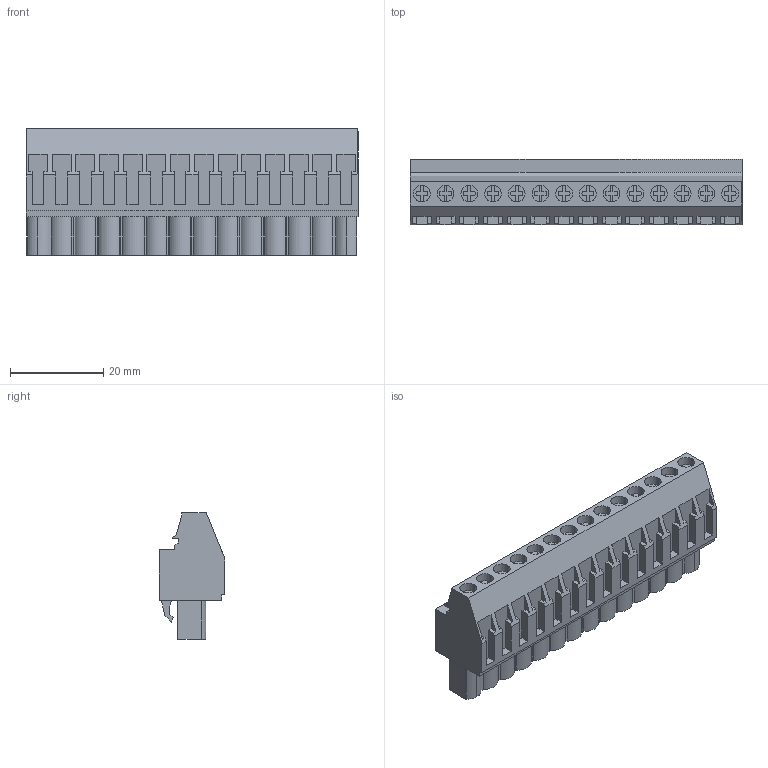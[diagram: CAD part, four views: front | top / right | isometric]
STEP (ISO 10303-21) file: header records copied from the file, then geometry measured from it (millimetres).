
FILE_DESCRIPTION(('CATIA V5 STEP','CAx-IF Rec.Pracs.--- Model Styling and Organization---1.2---2011-12-15'),'2;1');
FILE_NAME ('D1467909_0_1948130000_1948130000.stp','2017-09-08T12:14:30+00:00',('none'),('Weidmueller'),'CATIA Version 5-6 Release 2014','CATIA V5 STEP AP214','none');
FILE_SCHEMA(('AUTOMOTIVE_DESIGN { 1 0 10303 214 1 1 1 1 }'));
Length unit declared in the file: millimetre
Products named in the file (1): 1948130000
Bounding box: 71.12 x 14.1 x 27.2 mm (x, y, z)
Volume: 16189.7 mm3; surface area: 9416.2 mm2
Topology: 15 solids, 15 shells, 918 faces, 2541 edges, 1712 vertices
Faces by surface type: plane 790, cylinder 124, extrusion 4
Entity records: 27600 total; most frequent: CARTESIAN_POINT 5317, ORIENTED_EDGE 5082, DIRECTION 3727, EDGE_CURVE 2541, VECTOR 2233, LINE 2229, VERTEX_POINT 1712, EDGE_LOOP 977
